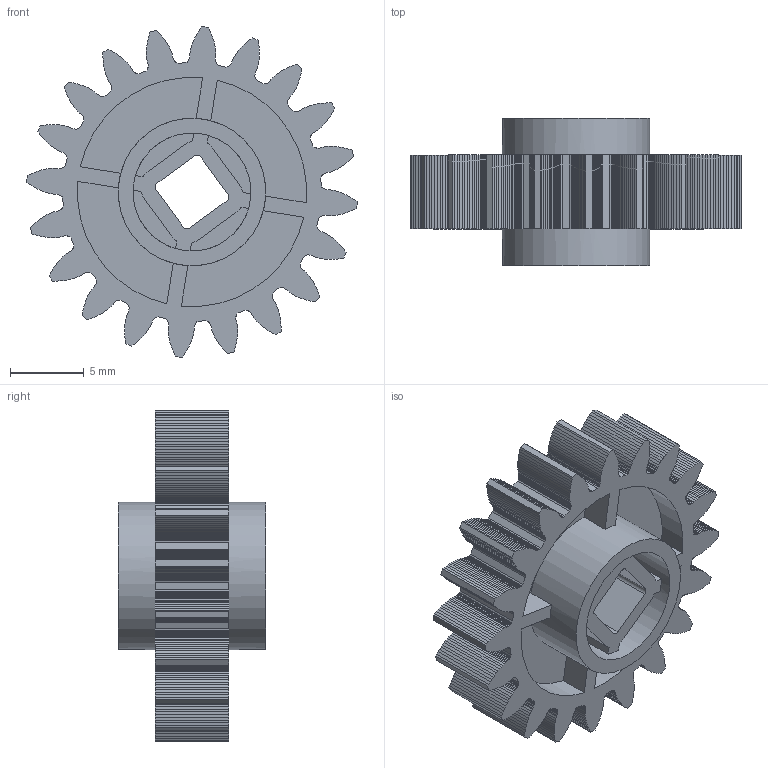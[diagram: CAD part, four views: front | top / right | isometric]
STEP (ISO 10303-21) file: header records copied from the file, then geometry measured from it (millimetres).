
FILE_DESCRIPTION(/* description */ (''),/* implementation_level */ '2;1');
FILE_NAME(/* name */ 'G20.stp',/* time_stamp */ '2019-02-13T22:29:44+01:00',/* author */ ('Varga Daniel'),/* organization */ (''),/* preprocessor_version */ 'ST-DEVELOPER v17.2',/* originating_system */ 'Autodesk Inventor 2019',/* authorisation */ '');
FILE_SCHEMA (('AUTOMOTIVE_DESIGN { 1 0 10303 214 3 1 1 }'));
Length unit declared in the file: millimetre
Products named in the file (1): G20
Bounding box: 22.41 x 10 x 22.41 mm (x, y, z)
Volume: 1227.2 mm3; surface area: 2246.5 mm2
Topology: 1 solids, 1 shells, 978 faces, 2918 edges, 1946 vertices
Faces by surface type: plane 946, cylinder 32
Full cylindrical faces by diameter (mm): 8 x2, 10 x2
Entity records: 33288 total; most frequent: CARTESIAN_POINT 5843, ORIENTED_EDGE 5836, DIRECTION 4974, EDGE_CURVE 2918, LINE 2820, VECTOR 2820, VERTEX_POINT 1946, AXIS2_PLACEMENT_3D 1077
